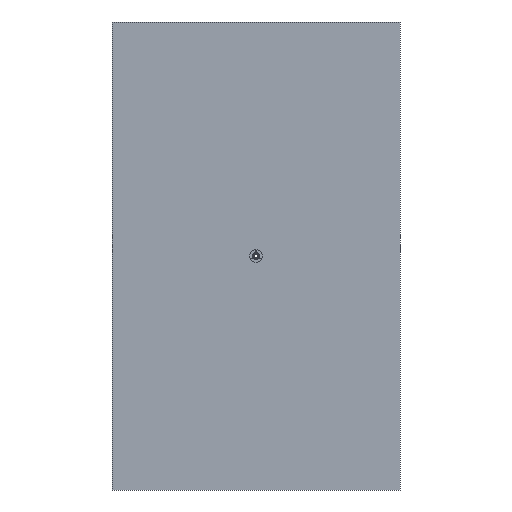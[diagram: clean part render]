
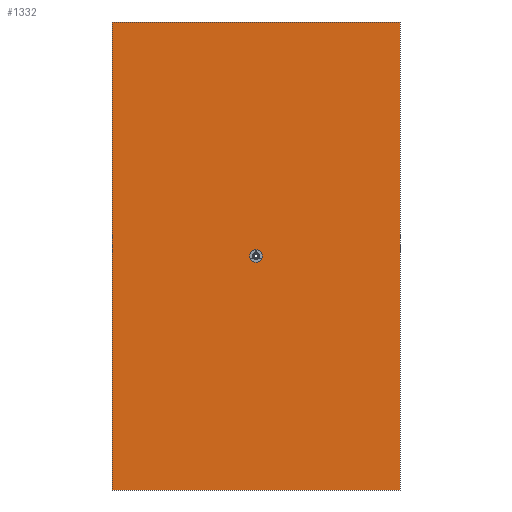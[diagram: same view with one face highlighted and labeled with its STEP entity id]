
A CAD part, front view. The second image highlights one B-rep face of the part: STEP entity #1332.
In plain terms, the highlighted planar face has unit normal (0, -1, 0).
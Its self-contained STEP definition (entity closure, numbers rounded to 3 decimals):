
#115=LINE('',#2338,#207);
#118=LINE('',#2343,#210);
#120=LINE('',#2347,#212);
#122=LINE('',#2350,#214);
#207=VECTOR('',#1950,10.);
#210=VECTOR('',#1955,10.);
#212=VECTOR('',#1959,10.);
#214=VECTOR('',#1963,10.);
#242=PLANE('',#1517);
#259=FACE_BOUND('',#484,.T.);
#382=FACE_OUTER_BOUND('',#483,.T.);
#483=EDGE_LOOP('',(#1240,#1241,#1242,#1243));
#484=EDGE_LOOP('',(#1244));
#492=CIRCLE('',#1355,35.);
#584=VERTEX_POINT('',#1988);
#689=VERTEX_POINT('',#2336);
#690=VERTEX_POINT('',#2337);
#691=VERTEX_POINT('',#2342);
#692=VERTEX_POINT('',#2346);
#700=EDGE_CURVE('',#584,#584,#492,.T.);
#869=EDGE_CURVE('',#689,#690,#115,.T.);
#872=EDGE_CURVE('',#691,#689,#118,.T.);
#874=EDGE_CURVE('',#692,#691,#120,.T.);
#876=EDGE_CURVE('',#690,#692,#122,.T.);
#1240=ORIENTED_EDGE('',*,*,#876,.F.);
#1241=ORIENTED_EDGE('',*,*,#869,.F.);
#1242=ORIENTED_EDGE('',*,*,#872,.F.);
#1243=ORIENTED_EDGE('',*,*,#874,.F.);
#1244=ORIENTED_EDGE('',*,*,#700,.T.);
#1332=ADVANCED_FACE('',(#382,#259),#242,.F.);
#1355=AXIS2_PLACEMENT_3D('',#1989,#1548,#1549);
#1517=AXIS2_PLACEMENT_3D('',#2351,#1964,#1965);
#1548=DIRECTION('center_axis',(0.,1.,0.));
#1549=DIRECTION('ref_axis',(-1.,0.,0.));
#1950=DIRECTION('',(0.,0.,1.));
#1955=DIRECTION('',(-1.,0.,0.));
#1959=DIRECTION('',(0.,0.,-1.));
#1963=DIRECTION('',(1.,0.,0.));
#1964=DIRECTION('center_axis',(0.,1.,0.));
#1965=DIRECTION('ref_axis',(0.,0.,1.));
#1988=CARTESIAN_POINT('',(35.,0.,0.));
#1989=CARTESIAN_POINT('Origin',(0.,0.,0.));
#2336=CARTESIAN_POINT('',(-800.,0.,-1300.));
#2337=CARTESIAN_POINT('',(-800.,0.,1300.));
#2338=CARTESIAN_POINT('',(-800.,0.,-1300.));
#2342=CARTESIAN_POINT('',(800.,0.,-1300.));
#2343=CARTESIAN_POINT('',(800.,0.,-1300.));
#2346=CARTESIAN_POINT('',(800.,0.,1300.));
#2347=CARTESIAN_POINT('',(800.,0.,1300.));
#2350=CARTESIAN_POINT('',(-800.,0.,1300.));
#2351=CARTESIAN_POINT('Origin',(0.,0.,0.));
